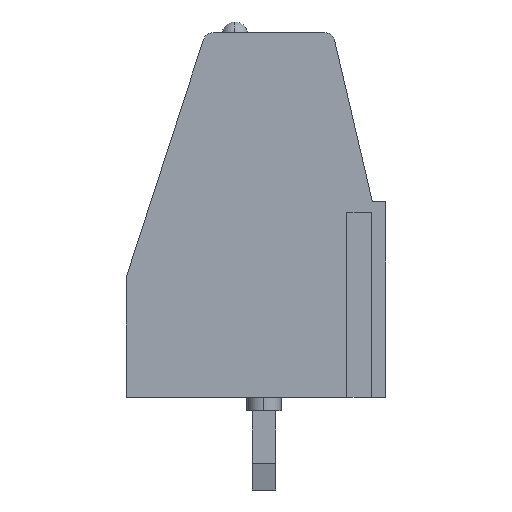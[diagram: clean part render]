
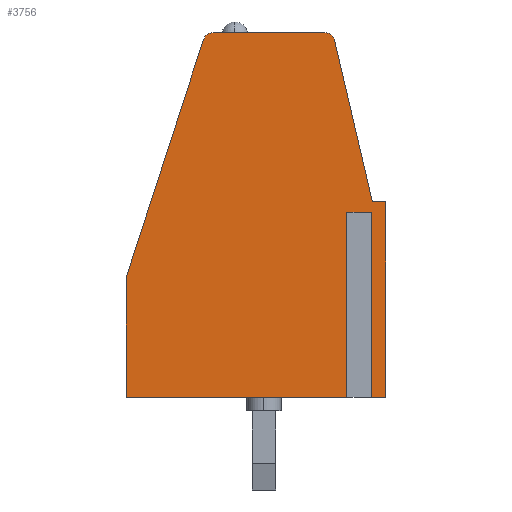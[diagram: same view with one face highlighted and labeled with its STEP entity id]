
A CAD part, left-side view. The second image highlights one B-rep face of the part: STEP entity #3756.
In plain terms, the highlighted planar face has unit normal (-1, 0, 0).
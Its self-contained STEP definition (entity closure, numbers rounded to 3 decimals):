
#3643=CARTESIAN_POINT('',(-30.48,-5.09,-0.69));
#3644=DIRECTION('',(1.0,0.0,0.0));
#3645=DIRECTION('',(0.0,1.0,0.0));
#3646=AXIS2_PLACEMENT_3D('',#3643,#3644,#3645);
#3647=PLANE('',#3646);
#3648=CARTESIAN_POINT('',(-30.48,2.29,13.524));
#3649=VERTEX_POINT('',#3648);
#3650=CARTESIAN_POINT('',(-30.48,1.909,13.8));
#3651=VERTEX_POINT('',#3650);
#3652=CARTESIAN_POINT('',(-30.48,1.909,13.4));
#3653=DIRECTION('',(1.0,0.0,0.0));
#3654=DIRECTION('',(0.0,1.0,0.0));
#3655=AXIS2_PLACEMENT_3D('',#3652,#3653,#3654);
#3656=CIRCLE('',#3655,0.4);
#3657=EDGE_CURVE('',#3649,#3651,#3656,.T.);
#3658=ORIENTED_EDGE('',*,*,#3657,.F.);
#3659=CARTESIAN_POINT('',(-30.48,5.2,4.567));
#3660=VERTEX_POINT('',#3659);
#3661=CARTESIAN_POINT('',(-30.48,2.29,13.524));
#3662=DIRECTION('',(0.0,0.309,-0.951));
#3663=VECTOR('',#3662,9.418);
#3664=LINE('',#3661,#3663);
#3665=EDGE_CURVE('',#3649,#3660,#3664,.T.);
#3666=ORIENTED_EDGE('',*,*,#3665,.T.);
#3667=CARTESIAN_POINT('',(-30.48,5.2,0.0));
#3668=VERTEX_POINT('',#3667);
#3669=CARTESIAN_POINT('',(-30.48,5.2,4.567));
#3670=DIRECTION('',(0.0,0.0,-1.0));
#3671=VECTOR('',#3670,4.567);
#3672=LINE('',#3669,#3671);
#3673=EDGE_CURVE('',#3660,#3668,#3672,.T.);
#3674=ORIENTED_EDGE('',*,*,#3673,.T.);
#3675=CARTESIAN_POINT('',(-30.48,-3.331,0.0));
#3676=VERTEX_POINT('',#3675);
#3677=CARTESIAN_POINT('',(-30.48,-3.331,0.0));
#3678=DIRECTION('',(0.0,1.0,0.0));
#3679=VECTOR('',#3678,8.531);
#3680=LINE('',#3677,#3679);
#3681=EDGE_CURVE('',#3676,#3668,#3680,.T.);
#3682=ORIENTED_EDGE('',*,*,#3681,.F.);
#3683=CARTESIAN_POINT('',(-30.48,-3.331,7.));
#3684=VERTEX_POINT('',#3683);
#3685=CARTESIAN_POINT('',(-30.48,-3.331,7.));
#3686=DIRECTION('',(0.0,0.0,-1.0));
#3687=VECTOR('',#3686,7.);
#3688=LINE('',#3685,#3687);
#3689=EDGE_CURVE('',#3684,#3676,#3688,.T.);
#3690=ORIENTED_EDGE('',*,*,#3689,.F.);
#3691=CARTESIAN_POINT('',(-30.48,-3.869,7.));
#3692=VERTEX_POINT('',#3691);
#3693=CARTESIAN_POINT('',(-30.48,-3.869,7.));
#3694=DIRECTION('',(0.0,1.0,0.0));
#3695=VECTOR('',#3694,0.538);
#3696=LINE('',#3693,#3695);
#3697=EDGE_CURVE('',#3692,#3684,#3696,.T.);
#3698=ORIENTED_EDGE('',*,*,#3697,.F.);
#3699=CARTESIAN_POINT('',(-30.48,-3.869,0.0));
#3700=VERTEX_POINT('',#3699);
#3701=CARTESIAN_POINT('',(-30.48,-3.869,7.));
#3702=DIRECTION('',(0.0,0.0,-1.0));
#3703=VECTOR('',#3702,7.);
#3704=LINE('',#3701,#3703);
#3705=EDGE_CURVE('',#3692,#3700,#3704,.T.);
#3706=ORIENTED_EDGE('',*,*,#3705,.T.);
#3707=CARTESIAN_POINT('',(-30.48,-4.6,0.0));
#3708=VERTEX_POINT('',#3707);
#3709=CARTESIAN_POINT('',(-30.48,-4.6,0.0));
#3710=DIRECTION('',(0.0,1.0,0.0));
#3711=VECTOR('',#3710,0.731);
#3712=LINE('',#3709,#3711);
#3713=EDGE_CURVE('',#3708,#3700,#3712,.T.);
#3714=ORIENTED_EDGE('',*,*,#3713,.F.);
#3715=CARTESIAN_POINT('',(-30.48,-4.6,7.4));
#3716=VERTEX_POINT('',#3715);
#3717=CARTESIAN_POINT('',(-30.48,-4.6,7.4));
#3718=DIRECTION('',(0.0,0.0,-1.0));
#3719=VECTOR('',#3718,7.4);
#3720=LINE('',#3717,#3719);
#3721=EDGE_CURVE('',#3716,#3708,#3720,.T.);
#3722=ORIENTED_EDGE('',*,*,#3721,.F.);
#3723=CARTESIAN_POINT('',(-30.48,-4.1,7.4));
#3724=VERTEX_POINT('',#3723);
#3725=CARTESIAN_POINT('',(-30.48,-4.6,7.4));
#3726=DIRECTION('',(0.0,1.0,0.0));
#3727=VECTOR('',#3726,0.5);
#3728=LINE('',#3725,#3727);
#3729=EDGE_CURVE('',#3716,#3724,#3728,.T.);
#3730=ORIENTED_EDGE('',*,*,#3729,.T.);
#3731=CARTESIAN_POINT('',(-30.48,-2.672,13.491));
#3732=VERTEX_POINT('',#3731);
#3733=CARTESIAN_POINT('',(-30.48,-2.672,13.491));
#3734=DIRECTION('',(0.0,-0.228,-0.974));
#3735=VECTOR('',#3734,6.256);
#3736=LINE('',#3733,#3735);
#3737=EDGE_CURVE('',#3732,#3724,#3736,.T.);
#3738=ORIENTED_EDGE('',*,*,#3737,.F.);
#3739=CARTESIAN_POINT('',(-30.48,-2.283,13.8));
#3740=VERTEX_POINT('',#3739);
#3741=CARTESIAN_POINT('',(-30.48,-2.283,13.4));
#3742=DIRECTION('',(1.0,0.0,0.0));
#3743=DIRECTION('',(0.0,1.0,0.0));
#3744=AXIS2_PLACEMENT_3D('',#3741,#3742,#3743);
#3745=CIRCLE('',#3744,0.4);
#3746=EDGE_CURVE('',#3740,#3732,#3745,.T.);
#3747=ORIENTED_EDGE('',*,*,#3746,.F.);
#3748=CARTESIAN_POINT('',(-30.48,-2.283,13.8));
#3749=DIRECTION('',(0.0,1.0,0.0));
#3750=VECTOR('',#3749,4.192);
#3751=LINE('',#3748,#3750);
#3752=EDGE_CURVE('',#3740,#3651,#3751,.T.);
#3753=ORIENTED_EDGE('',*,*,#3752,.T.);
#3754=EDGE_LOOP('',(#3658,#3666,#3674,#3682,#3690,#3698,#3706,#3714,#3722,#3730,#3738,#3747,#3753));
#3755=FACE_OUTER_BOUND('',#3754,.T.);
#3756=ADVANCED_FACE('',(#3755),#3647,.F.);
